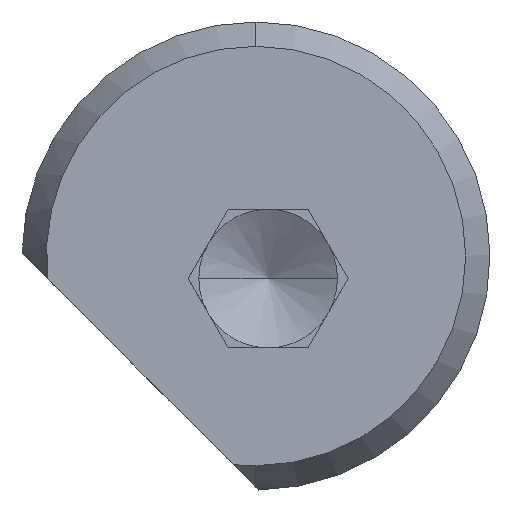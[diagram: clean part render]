
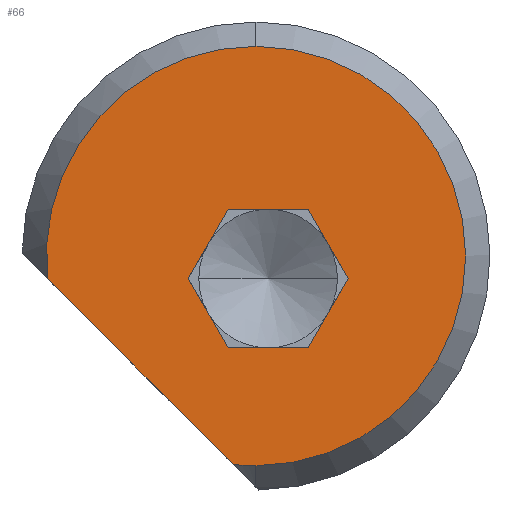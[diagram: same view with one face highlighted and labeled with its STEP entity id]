
A CAD part, left-side view. The second image highlights one B-rep face of the part: STEP entity #66.
In plain terms, the highlighted planar face has unit normal (-1, 0, 0).
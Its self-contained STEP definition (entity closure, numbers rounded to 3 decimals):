
#66=ADVANCED_FACE('',(#145,#146),#147,.F.);
#145=FACE_OUTER_BOUND('',#236,.T.);
#146=FACE_BOUND('',#237,.T.);
#147=PLANE('',#238);
#236=EDGE_LOOP('',(#361,#362,#363,#364));
#237=EDGE_LOOP('',(#365,#366,#367,#368,#369,#370));
#238=AXIS2_PLACEMENT_3D('',#371,#372,#373);
#361=ORIENTED_EDGE('',*,*,#564,.T.);
#362=ORIENTED_EDGE('',*,*,#544,.T.);
#363=ORIENTED_EDGE('',*,*,#548,.T.);
#364=ORIENTED_EDGE('',*,*,#566,.T.);
#365=ORIENTED_EDGE('',*,*,#567,.T.);
#366=ORIENTED_EDGE('',*,*,#568,.T.);
#367=ORIENTED_EDGE('',*,*,#569,.T.);
#368=ORIENTED_EDGE('',*,*,#570,.T.);
#369=ORIENTED_EDGE('',*,*,#571,.T.);
#370=ORIENTED_EDGE('',*,*,#572,.T.);
#371=CARTESIAN_POINT('',(-5.0,0.35,0.65));
#372=DIRECTION('',(1.0,0.0,0.0));
#373=DIRECTION('',(0.0,1.0,-0.0));
#544=EDGE_CURVE('',#645,#643,#646,.T.);
#548=EDGE_CURVE('',#643,#649,#652,.T.);
#564=EDGE_CURVE('',#673,#645,#676,.T.);
#566=EDGE_CURVE('',#649,#673,#678,.T.);
#567=EDGE_CURVE('',#679,#680,#681,.F.);
#568=EDGE_CURVE('',#680,#682,#683,.F.);
#569=EDGE_CURVE('',#682,#684,#685,.F.);
#570=EDGE_CURVE('',#684,#686,#687,.F.);
#571=EDGE_CURVE('',#686,#688,#689,.F.);
#572=EDGE_CURVE('',#688,#679,#690,.F.);
#643=VERTEX_POINT('',#774);
#645=VERTEX_POINT('',#777);
#646=CIRCLE('',#778,6.047);
#649=VERTEX_POINT('',#790);
#652=CIRCLE('',#794,6.047);
#673=VERTEX_POINT('',#837);
#676=LINE('',#858,#859);
#678=CIRCLE('',#861,6.047);
#679=VERTEX_POINT('',#862);
#680=VERTEX_POINT('',#863);
#681=LINE('',#864,#865);
#682=VERTEX_POINT('',#866);
#683=LINE('',#867,#868);
#684=VERTEX_POINT('',#869);
#685=LINE('',#870,#871);
#686=VERTEX_POINT('',#872);
#687=LINE('',#873,#874);
#688=VERTEX_POINT('',#875);
#689=LINE('',#876,#877);
#690=LINE('',#878,#879);
#774=CARTESIAN_POINT('',(-5.0,0.35,-5.397));
#777=CARTESIAN_POINT('',(-5.0,1.002,-5.362));
#778=AXIS2_PLACEMENT_3D('',#976,#977,#978);
#790=CARTESIAN_POINT('',(-5.0,0.35,6.697));
#794=AXIS2_PLACEMENT_3D('',#980,#981,#982);
#837=CARTESIAN_POINT('',(-5.0,6.362,-0.002));
#858=CARTESIAN_POINT('',(-5.0,6.362,-0.002));
#859=VECTOR('',#999,7.579);
#861=AXIS2_PLACEMENT_3D('',#1000,#1001,#1002);
#862=CARTESIAN_POINT('',(-5.0,1.155,2.0));
#863=CARTESIAN_POINT('',(-5.0,-1.155,2.0));
#864=CARTESIAN_POINT('',(-5.0,-1.155,2.0));
#865=VECTOR('',#1003,2.309);
#866=CARTESIAN_POINT('',(-5.0,-2.309,0.));
#867=CARTESIAN_POINT('',(-5.0,-2.309,0.));
#868=VECTOR('',#1004,2.309);
#869=CARTESIAN_POINT('',(-5.0,-1.155,-2.0));
#870=CARTESIAN_POINT('',(-5.0,-1.155,-2.0));
#871=VECTOR('',#1005,2.309);
#872=CARTESIAN_POINT('',(-5.0,1.155,-2.0));
#873=CARTESIAN_POINT('',(-5.0,1.155,-2.0));
#874=VECTOR('',#1006,2.309);
#875=CARTESIAN_POINT('',(-5.0,2.309,0.));
#876=CARTESIAN_POINT('',(-5.0,2.309,0.0));
#877=VECTOR('',#1007,2.309);
#878=CARTESIAN_POINT('',(-5.0,1.155,2.0));
#879=VECTOR('',#1008,2.309);
#976=CARTESIAN_POINT('',(-5.0,0.35,0.65));
#977=DIRECTION('',(-1.0,0.0,0.0));
#978=DIRECTION('',(0.0,0.0,1.0));
#980=CARTESIAN_POINT('',(-5.0,0.35,0.65));
#981=DIRECTION('',(-1.0,0.0,0.0));
#982=DIRECTION('',(0.0,0.0,1.0));
#999=DIRECTION('',(0.0,-0.707,-0.707));
#1000=CARTESIAN_POINT('',(-5.0,0.35,0.65));
#1001=DIRECTION('',(-1.0,0.0,0.0));
#1002=DIRECTION('',(0.0,0.0,1.0));
#1003=DIRECTION('',(0.0,1.0,0.0));
#1004=DIRECTION('',(0.0,0.5,0.866));
#1005=DIRECTION('',(0.0,-0.5,0.866));
#1006=DIRECTION('',(0.0,-1.0,0.0));
#1007=DIRECTION('',(0.0,-0.5,-0.866));
#1008=DIRECTION('',(0.0,0.5,-0.866));
